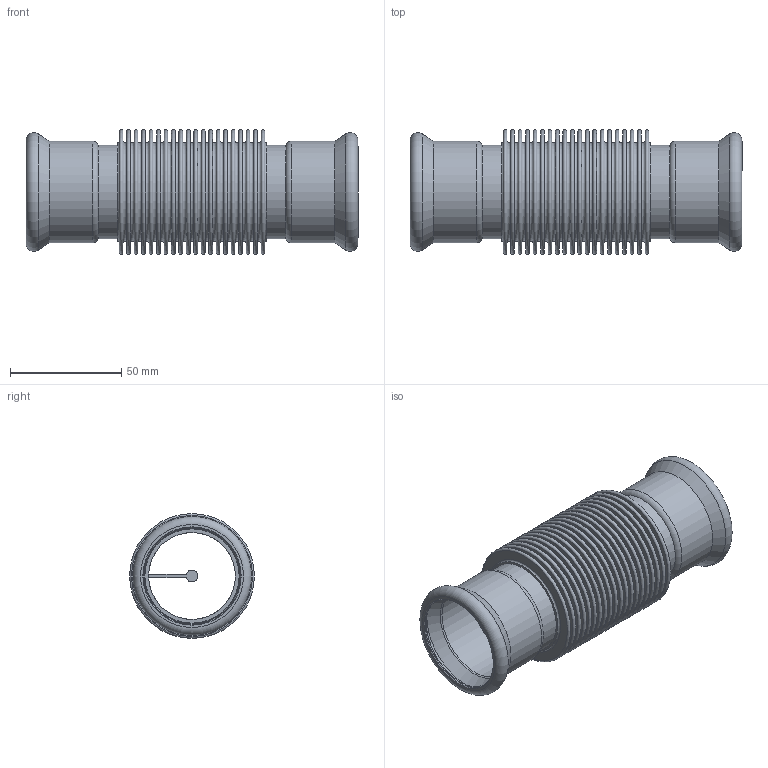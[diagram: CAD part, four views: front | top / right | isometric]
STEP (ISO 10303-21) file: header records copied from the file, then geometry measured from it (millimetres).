
FILE_DESCRIPTION(/* description */ (''),/* implementation_level */ '2;1');
FILE_NAME(/* name */ '33927.stp',/* time_stamp */ '2014-04-03T12:03:27+02:00',/* author */ ('bruh'),/* organization */ (''),/* preprocessor_version */ 'ST-DEVELOPER v15.2',/* originating_system */ 'Autodesk Inventor 2014',/* authorisation */ '');
FILE_SCHEMA (('AUTOMOTIVE_DESIGN { 1 0 10303 214 3 1 1 }'));
Length unit declared in the file: millimetre
Products named in the file (3): 90719; 33927
Bounding box: 149 x 56 x 56 mm (x, y, z)
Volume: 64262.1 mm3; surface area: 79126.4 mm2
Topology: 3 solids, 3 shells, 126 faces, 210 edges, 134 vertices
Faces by surface type: plane 56, torus 49, cylinder 13, cone 8
Full cylindrical faces by diameter (mm): 39 x2, 41 x1, 42 x2, 42.3 x2, 43.3 x2, 45.4 x2
Entity records: 2254 total; most frequent: DIRECTION 438, CARTESIAN_POINT 331, ORIENTED_EDGE 224, AXIS2_PLACEMENT_3D 215, EDGE_LOOP 206, FACE_BOUND 123, EDGE_CURVE 112, VERTEX_POINT 108
